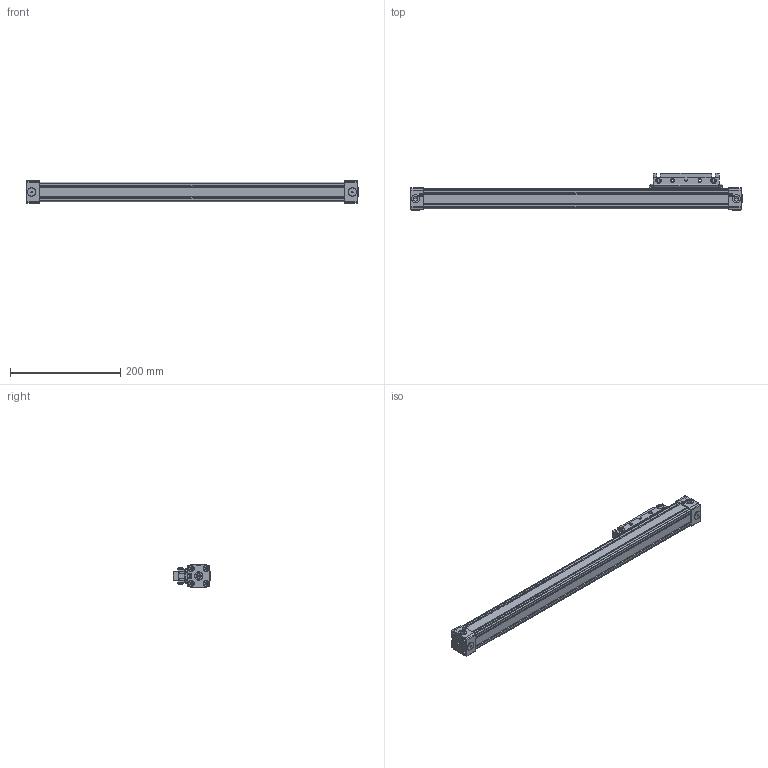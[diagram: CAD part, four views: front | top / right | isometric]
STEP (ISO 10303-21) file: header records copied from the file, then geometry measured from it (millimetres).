
FILE_DESCRIPTION (( 'STEP AP203' ), '1' );
FILE_NAME ('L25M0400MD-MC.step', '2019-11-14T13:18:25', ( '' ), ( '' ), 'SwSTEP 2.0', 'SolidWorks 2019', '' );
FILE_SCHEMA (( 'CONFIG_CONTROL_DESIGN' ));
Length unit declared in the file: inch
Products named in the file (3): L25M0400MD-MC_BODY; L25M0400MD-MC_PISTON; L25M0400MD-MC
Assembly tree (2 placements, depth 2):
  L25M0400MD-MC
    L25M0400MD-MC_BODY
    L25M0400MD-MC_PISTON
Bounding box: 603.26 x 67.63 x 40 mm (x, y, z)
Volume: 598343.2 mm3; surface area: 210474.1 mm2
Topology: 13 solids, 13 shells, 883 faces, 2252 edges, 1432 vertices
Faces by surface type: plane 453, cylinder 322, cone 92, bspline 16
Entity records: 27261 total; most frequent: CARTESIAN_POINT 5130, DIRECTION 4728, ORIENTED_EDGE 4440, EDGE_CURVE 2220, AXIS2_PLACEMENT_3D 1664, VERTEX_POINT 1432, VECTOR 1400, LINE 1400
